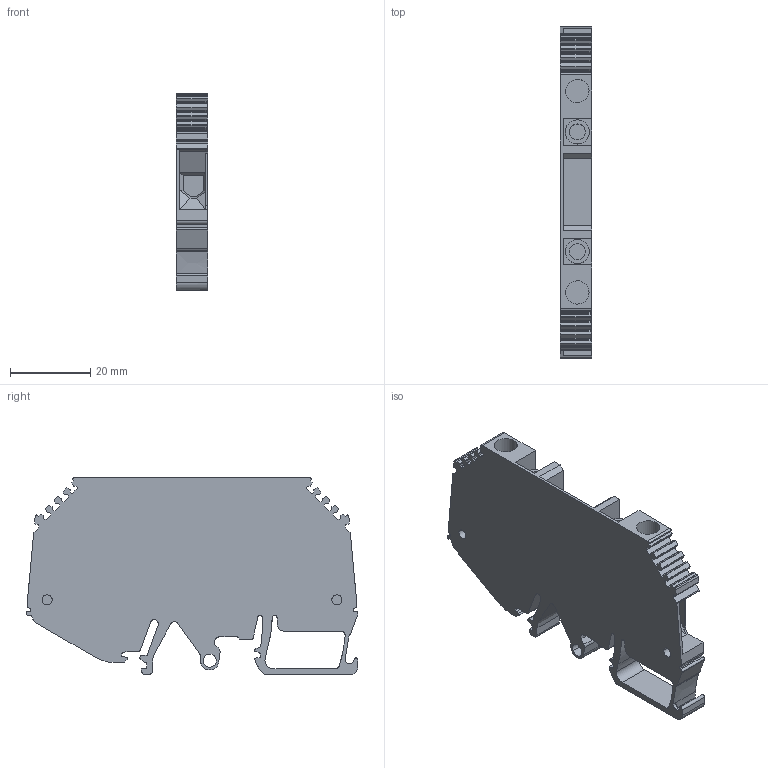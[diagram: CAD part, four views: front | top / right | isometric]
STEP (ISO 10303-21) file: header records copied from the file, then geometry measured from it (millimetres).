
FILE_DESCRIPTION(('CATIA V5R20 STEP214','CAx-IF Rec.Pracs.--- Model Styling and Organization---1.2---2011-12-15'),'2;1');
FILE_NAME ('5898052_3', '2016-04-21T09:24:53+00:00', ('Weidmueller Interface'), ('Weidmueller'), 'CATIA Version 5-6 Release 2014 SP4', 'CATIA V5 STEP AP214', 'none');
FILE_SCHEMA(('AUTOMOTIVE_DESIGN { 1 0 10303 214 1 1 1 1 }'));
Length unit declared in the file: millimetre
Products named in the file (1): 9538100000_WTD_6_SL_EN
Bounding box: 7.9 x 82.7 x 49.12 mm (x, y, z)
Volume: 19470.8 mm3; surface area: 12127.8 mm2
Topology: 3 solids, 3 shells, 374 faces, 1071 edges, 711 vertices
Faces by surface type: plane 246, extrusion 66, cylinder 62
Entity records: 12347 total; most frequent: CARTESIAN_POINT 2862, ORIENTED_EDGE 2142, DIRECTION 1625, EDGE_CURVE 1071, VECTOR 839, LINE 773, VERTEX_POINT 711, AXIS2_PLACEMENT_3D 449
